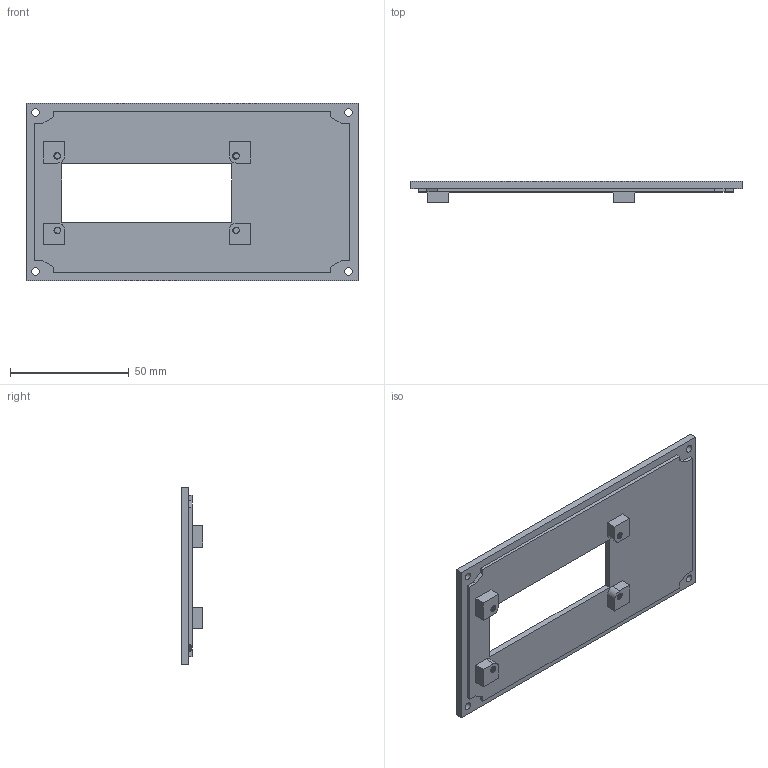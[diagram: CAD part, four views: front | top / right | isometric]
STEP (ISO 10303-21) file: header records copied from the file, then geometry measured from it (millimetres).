
FILE_DESCRIPTION(/* description */ (''),/* implementation_level */ '2;1');
FILE_NAME(/* name */ 'PTMB_box_cover.step',/* time_stamp */ '2025-03-27T00:23:44+01:00',/* author */ (''),/* organization */ (''),/* preprocessor_version */ 'ST-DEVELOPER v20.1',/* originating_system */ 'Autodesk Translation Framework v14.4.0.0',/* authorisation */ '');
FILE_SCHEMA (('AUTOMOTIVE_DESIGN { 1 0 10303 214 3 1 1 }'));
Length unit declared in the file: millimetre
Products named in the file (1): electronics_box_holders_copy_figures
Bounding box: 140 x 9 x 75 mm (x, y, z)
Volume: 36370.9 mm3; surface area: 21282.8 mm2
Topology: 1 solids, 1 shells, 176 faces, 492 edges, 328 vertices
Faces by surface type: cylinder 112, plane 56, bspline 8
Full cylindrical faces by diameter (mm): 2.529 x24, 3.086 x12, 3.2 x4
Entity records: 12015 total; most frequent: CARTESIAN_POINT 7853, ORIENTED_EDGE 984, DIRECTION 638, EDGE_CURVE 492, VERTEX_POINT 328, LINE 236, VECTOR 236, B_SPLINE_CURVE_WITH_KNOTS 224
